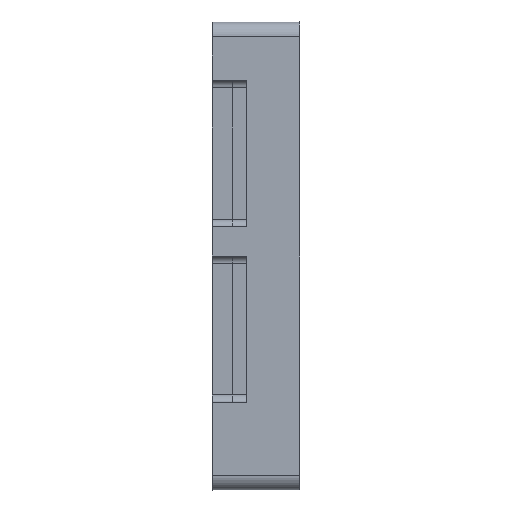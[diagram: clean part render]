
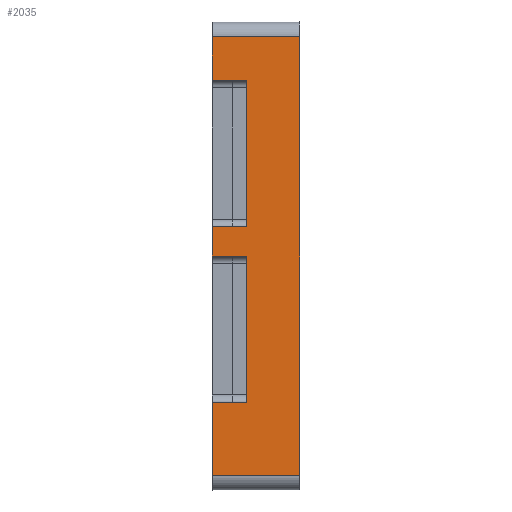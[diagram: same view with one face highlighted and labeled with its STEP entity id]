
A CAD part, left-side view. The second image highlights one B-rep face of the part: STEP entity #2035.
In plain terms, the highlighted planar face has unit normal (-1, 0, 0).
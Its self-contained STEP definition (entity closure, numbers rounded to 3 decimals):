
#43=PLANE('',#2207);
#97=FACE_OUTER_BOUND('',#213,.T.);
#213=EDGE_LOOP('',(#1495,#1496,#1497,#1498,#1499,#1500,#1501,#1502,#1503,
#1504,#1505,#1506));
#314=LINE('',#2989,#522);
#318=LINE('',#3000,#526);
#377=LINE('',#3219,#585);
#378=LINE('',#3221,#586);
#379=LINE('',#3223,#587);
#380=LINE('',#3225,#588);
#381=LINE('',#3227,#589);
#382=LINE('',#3229,#590);
#383=LINE('',#3231,#591);
#384=LINE('',#3233,#592);
#385=LINE('',#3235,#593);
#386=LINE('',#3236,#594);
#522=VECTOR('',#2370,10.);
#526=VECTOR('',#2380,10.);
#585=VECTOR('',#2555,10.);
#586=VECTOR('',#2556,10.);
#587=VECTOR('',#2557,10.);
#588=VECTOR('',#2558,10.);
#589=VECTOR('',#2559,10.);
#590=VECTOR('',#2560,10.);
#591=VECTOR('',#2561,10.);
#592=VECTOR('',#2562,10.);
#593=VECTOR('',#2563,10.);
#594=VECTOR('',#2564,10.);
#835=VERTEX_POINT('',#2982);
#838=VERTEX_POINT('',#2987);
#842=VERTEX_POINT('',#2999);
#944=VERTEX_POINT('',#3218);
#945=VERTEX_POINT('',#3220);
#946=VERTEX_POINT('',#3222);
#947=VERTEX_POINT('',#3224);
#948=VERTEX_POINT('',#3226);
#949=VERTEX_POINT('',#3228);
#950=VERTEX_POINT('',#3230);
#951=VERTEX_POINT('',#3232);
#952=VERTEX_POINT('',#3234);
#1048=EDGE_CURVE('',#838,#835,#314,.T.);
#1053=EDGE_CURVE('',#842,#835,#318,.T.);
#1163=EDGE_CURVE('',#944,#838,#377,.T.);
#1164=EDGE_CURVE('',#945,#944,#378,.T.);
#1165=EDGE_CURVE('',#946,#945,#379,.T.);
#1166=EDGE_CURVE('',#947,#946,#380,.T.);
#1167=EDGE_CURVE('',#948,#947,#381,.T.);
#1168=EDGE_CURVE('',#949,#948,#382,.T.);
#1169=EDGE_CURVE('',#950,#949,#383,.T.);
#1170=EDGE_CURVE('',#951,#950,#384,.T.);
#1171=EDGE_CURVE('',#951,#952,#385,.T.);
#1172=EDGE_CURVE('',#842,#952,#386,.T.);
#1495=ORIENTED_EDGE('',*,*,#1048,.F.);
#1496=ORIENTED_EDGE('',*,*,#1163,.F.);
#1497=ORIENTED_EDGE('',*,*,#1164,.F.);
#1498=ORIENTED_EDGE('',*,*,#1165,.F.);
#1499=ORIENTED_EDGE('',*,*,#1166,.F.);
#1500=ORIENTED_EDGE('',*,*,#1167,.F.);
#1501=ORIENTED_EDGE('',*,*,#1168,.F.);
#1502=ORIENTED_EDGE('',*,*,#1169,.F.);
#1503=ORIENTED_EDGE('',*,*,#1170,.F.);
#1504=ORIENTED_EDGE('',*,*,#1171,.T.);
#1505=ORIENTED_EDGE('',*,*,#1172,.F.);
#1506=ORIENTED_EDGE('',*,*,#1053,.T.);
#2035=ADVANCED_FACE('',(#97),#43,.F.);
#2207=AXIS2_PLACEMENT_3D('',#3217,#2553,#2554);
#2370=DIRECTION('',(0.,-1.,0.));
#2380=DIRECTION('',(0.,0.,1.));
#2553=DIRECTION('center_axis',(1.,0.,0.));
#2554=DIRECTION('ref_axis',(0.,0.,-1.));
#2555=DIRECTION('',(0.,0.,1.));
#2556=DIRECTION('',(0.,1.,0.));
#2557=DIRECTION('',(0.,0.,1.));
#2558=DIRECTION('',(0.,-1.,0.));
#2559=DIRECTION('',(0.,0.,1.));
#2560=DIRECTION('',(0.,1.,0.));
#2561=DIRECTION('',(0.,0.,1.));
#2562=DIRECTION('',(0.,-1.,0.));
#2563=DIRECTION('',(0.,0.,-1.));
#2564=DIRECTION('',(0.,1.,0.));
#2982=CARTESIAN_POINT('',(-19.399,21.,74.));
#2987=CARTESIAN_POINT('',(-19.399,27.,74.));
#2989=CARTESIAN_POINT('',(-19.399,24.5,74.));
#2999=CARTESIAN_POINT('',(-19.399,21.,44.));
#3000=CARTESIAN_POINT('',(-19.399,21.,72.088));
#3217=CARTESIAN_POINT('Origin',(-19.399,27.,80.75));
#3218=CARTESIAN_POINT('',(-19.399,27.,71.));
#3219=CARTESIAN_POINT('',(-19.399,27.,72.088));
#3220=CARTESIAN_POINT('',(-19.399,24.65,71.));
#3221=CARTESIAN_POINT('',(-19.399,27.,71.));
#3222=CARTESIAN_POINT('',(-19.399,24.65,61.));
#3223=CARTESIAN_POINT('',(-19.399,24.65,73.375));
#3224=CARTESIAN_POINT('',(-19.399,27.,61.));
#3225=CARTESIAN_POINT('',(-19.399,27.,61.));
#3226=CARTESIAN_POINT('',(-19.399,27.,59.));
#3227=CARTESIAN_POINT('',(-19.399,27.,72.088));
#3228=CARTESIAN_POINT('',(-19.399,24.65,59.));
#3229=CARTESIAN_POINT('',(-19.399,27.,59.));
#3230=CARTESIAN_POINT('',(-19.399,24.65,49.));
#3231=CARTESIAN_POINT('',(-19.399,24.65,67.375));
#3232=CARTESIAN_POINT('',(-19.399,27.,49.));
#3233=CARTESIAN_POINT('',(-19.399,27.,49.));
#3234=CARTESIAN_POINT('',(-19.399,27.,44.));
#3235=CARTESIAN_POINT('',(-19.399,27.,46.1));
#3236=CARTESIAN_POINT('',(-19.399,27.,44.));
